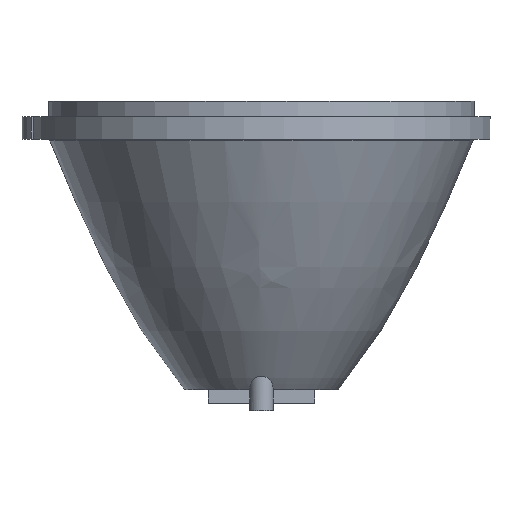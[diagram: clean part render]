
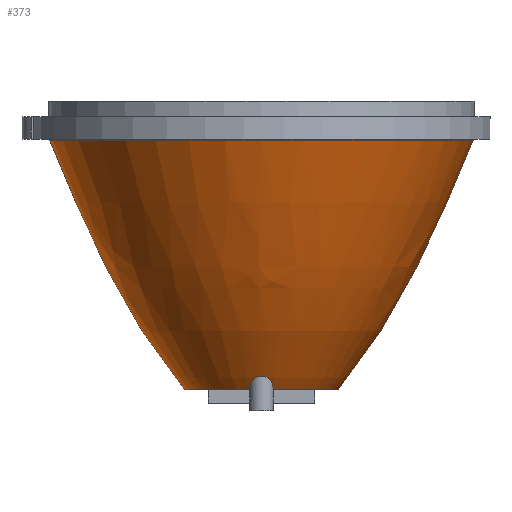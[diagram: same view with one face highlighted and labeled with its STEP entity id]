
A CAD part, left-side view. The second image highlights one B-rep face of the part: STEP entity #373.
In plain terms, the highlighted face is a revolution surface.
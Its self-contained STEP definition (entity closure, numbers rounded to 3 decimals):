
#127=SURFACE_OF_REVOLUTION('',#139,#131);
#131=AXIS1_PLACEMENT('',#1266,#1021);
#135=B_SPLINE_CURVE_WITH_KNOTS('',3,(#1212,#1213,#1214,#1215),
 .UNSPECIFIED.,.F.,.F.,(4,4),(0.,1.),.UNSPECIFIED.);
#136=B_SPLINE_CURVE_WITH_KNOTS('',3,(#1216,#1217,#1218,#1219),
 .UNSPECIFIED.,.F.,.F.,(4,4),(0.,1.),.UNSPECIFIED.);
#138=B_SPLINE_CURVE_WITH_KNOTS('',3,(#1228,#1229,#1230,#1231,#1232,#1233,
#1234,#1235,#1236,#1237,#1238,#1239,#1240,#1241,#1242,#1243,#1244,#1245,
#1246,#1247,#1248,#1249,#1250,#1251,#1252,#1253,#1254,#1255,#1256,#1257,
#1258),.UNSPECIFIED.,.F.,.F.,(4,3,3,3,3,3,3,3,3,3,4),(0.,0.19,
0.302,0.386,0.45,0.5,
0.563,0.626,0.718,0.852,
1.),.UNSPECIFIED.);
#139=B_SPLINE_CURVE_WITH_KNOTS('',3,(#1261,#1262,#1263,#1264,#1265),
 .UNSPECIFIED.,.F.,.F.,(4,1,4),(0.,0.989,1.),.UNSPECIFIED.);
#373=ADVANCED_FACE('',(#432),#127,.T.);
#432=FACE_OUTER_BOUND('',#469,.T.);
#469=EDGE_LOOP('',(#542,#543,#544,#545,#546,#547));
#542=ORIENTED_EDGE('',*,*,#824,.T.);
#543=ORIENTED_EDGE('',*,*,#819,.T.);
#544=ORIENTED_EDGE('',*,*,#823,.F.);
#545=ORIENTED_EDGE('',*,*,#825,.F.);
#546=ORIENTED_EDGE('',*,*,#826,.F.);
#547=ORIENTED_EDGE('',*,*,#827,.F.);
#675=VERTEX_POINT('',#1171);
#676=VERTEX_POINT('',#1172);
#678=VERTEX_POINT('',#1177);
#680=VERTEX_POINT('',#1211);
#681=VERTEX_POINT('',#1227);
#682=VERTEX_POINT('',#1259);
#819=EDGE_CURVE('',#676,#675,#891,.T.);
#823=EDGE_CURVE('',#680,#675,#135,.T.);
#824=EDGE_CURVE('',#678,#676,#136,.T.);
#825=EDGE_CURVE('',#681,#680,#894,.T.);
#826=EDGE_CURVE('',#682,#681,#138,.T.);
#827=EDGE_CURVE('',#678,#682,#895,.T.);
#891=CIRCLE('',#923,18.906);
#894=CIRCLE('',#927,6.853);
#895=CIRCLE('',#928,6.853);
#923=AXIS2_PLACEMENT_3D('',#1173,#1008,#1009);
#927=AXIS2_PLACEMENT_3D('',#1226,#1017,#1018);
#928=AXIS2_PLACEMENT_3D('',#1260,#1019,#1020);
#1008=DIRECTION('',(0.,0.,-1.));
#1009=DIRECTION('',(-1.,0.,0.));
#1017=DIRECTION('',(0.,0.,-1.));
#1018=DIRECTION('',(-0.988,0.153,0.));
#1019=DIRECTION('',(0.,0.,-1.));
#1020=DIRECTION('',(0.,-1.,0.));
#1021=DIRECTION('',(0.,0.,1.));
#1171=CARTESIAN_POINT('',(0.,18.906,23.5));
#1172=CARTESIAN_POINT('',(0.,-18.906,23.5));
#1173=CARTESIAN_POINT('',(0.,0.,23.5));
#1177=CARTESIAN_POINT('',(0.,-6.853,1.19));
#1211=CARTESIAN_POINT('',(0.,6.853,1.19));
#1212=CARTESIAN_POINT('',(0.,6.853,1.19));
#1213=CARTESIAN_POINT('',(0.,12.505,7.901));
#1214=CARTESIAN_POINT('',(0.,15.999,16.397));
#1215=CARTESIAN_POINT('',(0.,18.906,23.5));
#1216=CARTESIAN_POINT('',(0.,-6.853,1.19));
#1217=CARTESIAN_POINT('',(0.,-12.505,7.901));
#1218=CARTESIAN_POINT('',(0.,-15.999,16.397));
#1219=CARTESIAN_POINT('',(0.,-18.906,23.5));
#1226=CARTESIAN_POINT('',(0.,0.,1.19));
#1227=CARTESIAN_POINT('',(-6.771,1.049,1.189));
#1228=CARTESIAN_POINT('',(-6.771,-1.05,1.189));
#1229=CARTESIAN_POINT('',(-6.945,-1.054,1.393));
#1230=CARTESIAN_POINT('',(-7.125,-1.016,1.601));
#1231=CARTESIAN_POINT('',(-7.292,-0.927,1.792));
#1232=CARTESIAN_POINT('',(-7.392,-0.875,1.905));
#1233=CARTESIAN_POINT('',(-7.489,-0.803,2.015));
#1234=CARTESIAN_POINT('',(-7.575,-0.709,2.112));
#1235=CARTESIAN_POINT('',(-7.639,-0.639,2.184));
#1236=CARTESIAN_POINT('',(-7.698,-0.554,2.25));
#1237=CARTESIAN_POINT('',(-7.745,-0.458,2.302));
#1238=CARTESIAN_POINT('',(-7.781,-0.384,2.342));
#1239=CARTESIAN_POINT('',(-7.81,-0.301,2.375));
#1240=CARTESIAN_POINT('',(-7.828,-0.214,2.395));
#1241=CARTESIAN_POINT('',(-7.842,-0.145,2.411));
#1242=CARTESIAN_POINT('',(-7.85,-0.072,2.419));
#1243=CARTESIAN_POINT('',(-7.85,0.,2.419));
#1244=CARTESIAN_POINT('',(-7.85,0.09,2.419));
#1245=CARTESIAN_POINT('',(-7.838,0.182,2.406));
#1246=CARTESIAN_POINT('',(-7.816,0.266,2.381));
#1247=CARTESIAN_POINT('',(-7.794,0.349,2.357));
#1248=CARTESIAN_POINT('',(-7.762,0.428,2.322));
#1249=CARTESIAN_POINT('',(-7.725,0.497,2.28));
#1250=CARTESIAN_POINT('',(-7.67,0.599,2.219));
#1251=CARTESIAN_POINT('',(-7.602,0.685,2.143));
#1252=CARTESIAN_POINT('',(-7.529,0.755,2.061));
#1253=CARTESIAN_POINT('',(-7.422,0.859,1.94));
#1254=CARTESIAN_POINT('',(-7.302,0.932,1.803));
#1255=CARTESIAN_POINT('',(-7.18,0.979,1.663));
#1256=CARTESIAN_POINT('',(-7.046,1.031,1.51));
#1257=CARTESIAN_POINT('',(-6.907,1.053,1.349));
#1258=CARTESIAN_POINT('',(-6.771,1.05,1.189));
#1259=CARTESIAN_POINT('',(-6.771,-1.05,1.189));
#1260=CARTESIAN_POINT('',(0.,0.,1.19));
#1261=CARTESIAN_POINT('',(0.,6.689,0.996));
#1262=CARTESIAN_POINT('',(0.,12.438,7.736));
#1263=CARTESIAN_POINT('',(0.,16.01,16.422));
#1264=CARTESIAN_POINT('',(0.,18.97,23.657));
#1265=CARTESIAN_POINT('',(0.,19.002,23.735));
#1266=CARTESIAN_POINT('',(0.,0.,12.343));
